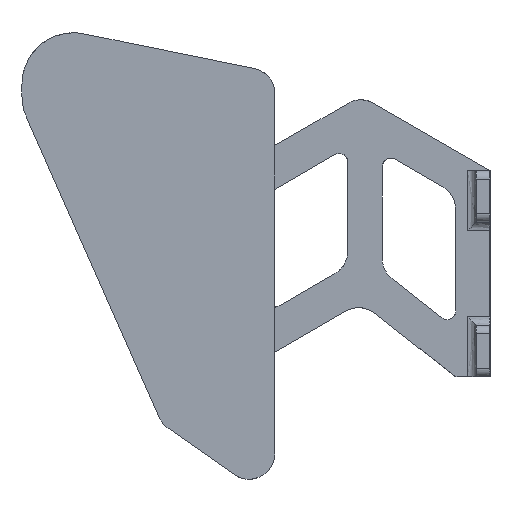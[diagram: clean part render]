
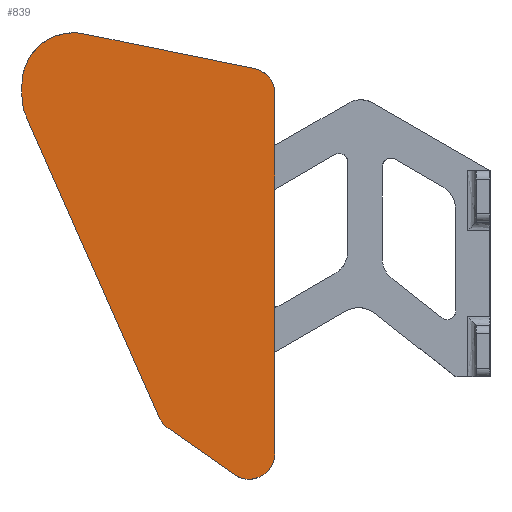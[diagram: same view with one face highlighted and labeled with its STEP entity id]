
A CAD part, left-side view. The second image highlights one B-rep face of the part: STEP entity #839.
In plain terms, the highlighted free-form (B-spline) face has degree [1, 1] with [2, 2] control points.
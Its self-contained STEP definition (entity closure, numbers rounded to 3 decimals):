
#312 = VERTEX_POINT('',#313);
#313 = CARTESIAN_POINT('',(0.,172.439,34.287));
#318 = EDGE_CURVE('',#319,#312,#321,.T.);
#319 = VERTEX_POINT('',#320);
#320 = CARTESIAN_POINT('',(0.,163.593,33.393));
#321 = ( BOUNDED_CURVE() B_SPLINE_CURVE(2,(#322,#323,#324),
.UNSPECIFIED.,.F.,.F.) B_SPLINE_CURVE_WITH_KNOTS((3,3),(6.082,
6.283),.PIECEWISE_BEZIER_KNOTS.) CURVE() 
GEOMETRIC_REPRESENTATION_ITEM() RATIONAL_B_SPLINE_CURVE((1.,
0.995,1.)) REPRESENTATION_ITEM('') );
#322 = CARTESIAN_POINT('',(0.,163.593,33.393));
#323 = CARTESIAN_POINT('',(0.,167.971,34.287));
#324 = CARTESIAN_POINT('',(0.,172.439,34.287));
#711 = VERTEX_POINT('',#712);
#712 = CARTESIAN_POINT('',(0.,0.,-18.055));
#717 = EDGE_CURVE('',#711,#718,#720,.T.);
#718 = VERTEX_POINT('',#719);
#719 = CARTESIAN_POINT('',(0.,0.,-326.076));
#720 = B_SPLINE_CURVE_WITH_KNOTS('',1,(#721,#722),.UNSPECIFIED.,.F.,.F.,
  (2,2),(-237.753,-28.815),.PIECEWISE_BEZIER_KNOTS.);
#721 = CARTESIAN_POINT('',(0.,0.,-18.055));
#722 = CARTESIAN_POINT('',(0.,0.,-326.076));
#739 = VERTEX_POINT('',#740);
#740 = CARTESIAN_POINT('',(0.,34.797,-344.19));
#745 = EDGE_CURVE('',#739,#746,#748,.T.);
#746 = VERTEX_POINT('',#747);
#747 = CARTESIAN_POINT('',(0.,91.562,-304.443));
#748 = B_SPLINE_CURVE_WITH_KNOTS('',1,(#749,#750),.UNSPECIFIED.,.F.,.F.,
  (2,2),(-51.185,-4.18),.PIECEWISE_BEZIER_KNOTS.);
#749 = CARTESIAN_POINT('',(0.,34.797,-344.19));
#750 = CARTESIAN_POINT('',(0.,91.562,-304.443));
#767 = VERTEX_POINT('',#768);
#768 = CARTESIAN_POINT('',(0.,99.101,-295.274));
#773 = EDGE_CURVE('',#767,#774,#776,.T.);
#774 = VERTEX_POINT('',#775);
#775 = CARTESIAN_POINT('',(0.,212.885,-38.03));
#776 = B_SPLINE_CURVE_WITH_KNOTS('',1,(#777,#778),.UNSPECIFIED.,.F.,.F.,
  (2,2),(-197.141,-6.339),.PIECEWISE_BEZIER_KNOTS.);
#777 = CARTESIAN_POINT('',(0.,99.101,-295.274));
#778 = CARTESIAN_POINT('',(0.,212.885,-38.03));
#795 = VERTEX_POINT('',#796);
#796 = CARTESIAN_POINT('',(0.,216.665,-20.14));
#801 = EDGE_CURVE('',#795,#802,#804,.T.);
#802 = VERTEX_POINT('',#803);
#803 = CARTESIAN_POINT('',(0.,216.665,-9.94));
#804 = B_SPLINE_CURVE_WITH_KNOTS('',1,(#805,#806),.UNSPECIFIED.,.F.,.F.,
  (2,2),(-43.661,-36.742),.PIECEWISE_BEZIER_KNOTS.);
#805 = CARTESIAN_POINT('',(0.,216.665,-20.14));
#806 = CARTESIAN_POINT('',(0.,216.665,-9.94));
#821 = EDGE_CURVE('',#319,#822,#824,.T.);
#822 = VERTEX_POINT('',#823);
#823 = CARTESIAN_POINT('',(0.,17.691,3.611));
#824 = B_SPLINE_CURVE_WITH_KNOTS('',1,(#825,#826),.UNSPECIFIED.,.F.,.F.,
  (2,2),(-113.258,-12.247),.PIECEWISE_BEZIER_KNOTS.);
#825 = CARTESIAN_POINT('',(0.,163.593,33.393));
#826 = CARTESIAN_POINT('',(0.,17.691,3.611));
#839 = ADVANCED_FACE('',(#840),#878,.T.);
#840 = FACE_BOUND('',#841,.T.);
#841 = EDGE_LOOP('',(#842,#843,#849,#850,#851,#857,#858,#864,#865,#871,
    #872));
#842 = ORIENTED_EDGE('',*,*,#717,.F.);
#843 = ORIENTED_EDGE('',*,*,#844,.T.);
#844 = EDGE_CURVE('',#711,#822,#845,.T.);
#845 = ( BOUNDED_CURVE() B_SPLINE_CURVE(2,(#846,#847,#848),
.UNSPECIFIED.,.F.,.F.) B_SPLINE_CURVE_WITH_KNOTS((3,3),(4.712,
6.082),.PIECEWISE_BEZIER_KNOTS.) CURVE() 
GEOMETRIC_REPRESENTATION_ITEM() RATIONAL_B_SPLINE_CURVE((1.,
0.775,1.)) REPRESENTATION_ITEM('') );
#846 = CARTESIAN_POINT('',(0.,0.,-18.055));
#847 = CARTESIAN_POINT('',(0.,0.,0.));
#848 = CARTESIAN_POINT('',(0.,17.691,3.611));
#849 = ORIENTED_EDGE('',*,*,#821,.F.);
#850 = ORIENTED_EDGE('',*,*,#318,.T.);
#851 = ORIENTED_EDGE('',*,*,#852,.T.);
#852 = EDGE_CURVE('',#312,#802,#853,.T.);
#853 = ( BOUNDED_CURVE() B_SPLINE_CURVE(2,(#854,#855,#856),
.UNSPECIFIED.,.F.,.F.) B_SPLINE_CURVE_WITH_KNOTS((3,3),(0.,
1.571),.PIECEWISE_BEZIER_KNOTS.) CURVE() 
GEOMETRIC_REPRESENTATION_ITEM() RATIONAL_B_SPLINE_CURVE((1.,
0.707,1.)) REPRESENTATION_ITEM('') );
#854 = CARTESIAN_POINT('',(0.,172.439,34.287));
#855 = CARTESIAN_POINT('',(0.,216.665,34.287));
#856 = CARTESIAN_POINT('',(0.,216.665,-9.94));
#857 = ORIENTED_EDGE('',*,*,#801,.F.);
#858 = ORIENTED_EDGE('',*,*,#859,.T.);
#859 = EDGE_CURVE('',#795,#774,#860,.T.);
#860 = ( BOUNDED_CURVE() B_SPLINE_CURVE(2,(#861,#862,#863),
.UNSPECIFIED.,.F.,.F.) B_SPLINE_CURVE_WITH_KNOTS((3,3),(1.571,
1.987),.PIECEWISE_BEZIER_KNOTS.) CURVE() 
GEOMETRIC_REPRESENTATION_ITEM() RATIONAL_B_SPLINE_CURVE((1.,
0.978,1.)) REPRESENTATION_ITEM('') );
#861 = CARTESIAN_POINT('',(0.,216.665,-20.14));
#862 = CARTESIAN_POINT('',(0.,216.665,-29.484));
#863 = CARTESIAN_POINT('',(0.,212.885,-38.03));
#864 = ORIENTED_EDGE('',*,*,#773,.F.);
#865 = ORIENTED_EDGE('',*,*,#866,.T.);
#866 = EDGE_CURVE('',#767,#746,#867,.T.);
#867 = ( BOUNDED_CURVE() B_SPLINE_CURVE(2,(#868,#869,#870),
.UNSPECIFIED.,.F.,.F.) B_SPLINE_CURVE_WITH_KNOTS((3,3),(1.987,
2.531),.PIECEWISE_BEZIER_KNOTS.) CURVE() 
GEOMETRIC_REPRESENTATION_ITEM() RATIONAL_B_SPLINE_CURVE((1.,
0.963,1.)) REPRESENTATION_ITEM('') );
#868 = CARTESIAN_POINT('',(0.,99.101,-295.274));
#869 = CARTESIAN_POINT('',(0.,96.609,-300.909));
#870 = CARTESIAN_POINT('',(0.,91.562,-304.443));
#871 = ORIENTED_EDGE('',*,*,#745,.F.);
#872 = ORIENTED_EDGE('',*,*,#873,.T.);
#873 = EDGE_CURVE('',#739,#718,#874,.T.);
#874 = ( BOUNDED_CURVE() B_SPLINE_CURVE(2,(#875,#876,#877),
.UNSPECIFIED.,.F.,.F.) B_SPLINE_CURVE_WITH_KNOTS((3,3),(2.531,
4.712),.PIECEWISE_BEZIER_KNOTS.) CURVE() 
GEOMETRIC_REPRESENTATION_ITEM() RATIONAL_B_SPLINE_CURVE((1.,
0.462,1.)) REPRESENTATION_ITEM('') );
#875 = CARTESIAN_POINT('',(0.,34.797,-344.19));
#876 = CARTESIAN_POINT('',(0.,0.,-368.555));
#877 = CARTESIAN_POINT('',(0.,0.,-326.076));
#878 = B_SPLINE_SURFACE_WITH_KNOTS('',1,1,(
    (#879,#880)
    ,(#881,#882
    )),.UNSPECIFIED.,.F.,.F.,.F.,(2,2),(2,2),(-236.185,
    23.258),(0.,146.969),.PIECEWISE_BEZIER_KNOTS.);
#879 = CARTESIAN_POINT('',(0.,0.,-348.189));
#880 = CARTESIAN_POINT('',(0.,216.665,-348.189));
#881 = CARTESIAN_POINT('',(0.,0.,34.287));
#882 = CARTESIAN_POINT('',(0.,216.665,34.287));
